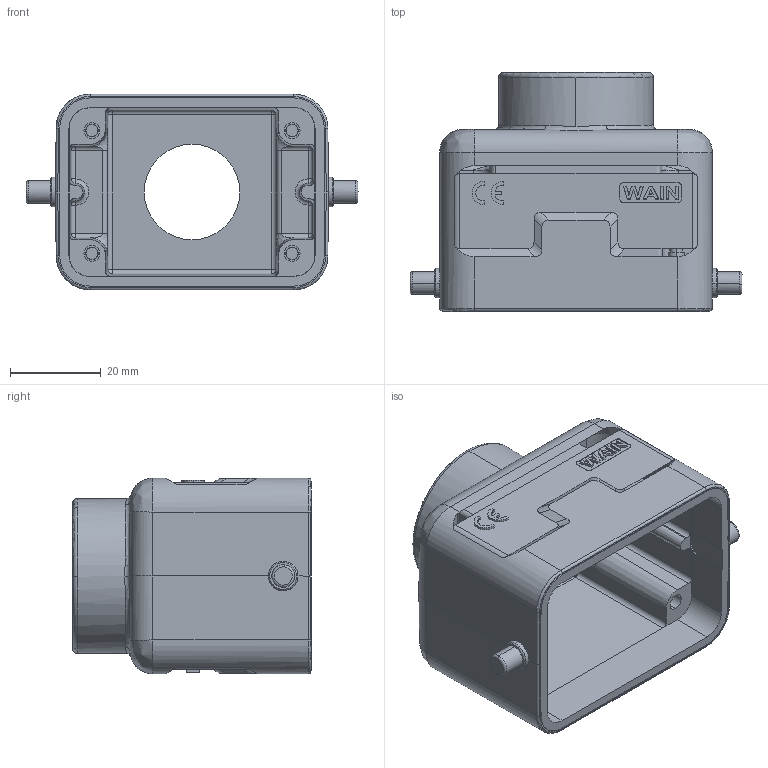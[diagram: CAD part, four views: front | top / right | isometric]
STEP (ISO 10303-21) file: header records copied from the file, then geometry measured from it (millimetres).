
FILE_DESCRIPTION(/* description */ (''),/* implementation_level */ '2;1');
FILE_NAME(/* name */ 'M25.stp',/* time_stamp */ '2022-08-12T13:03:00+08:00',/* author */ (''),/* organization */ (''),/* preprocessor_version */ 'ST-DEVELOPER v18.1',/* originating_system */ 'SIEMENS PLM Software NX 1980',/* authorisation */ '');
FILE_SCHEMA (('AP203_CONFIGURATION_CONTROLLED_3D_DESIGN_OF_MECHANICAL_PARTS_AND_ASSEMBLIES_MIM_LF { 1 0 10303 403 2 1 2}'));
Length unit declared in the file: millimetre
Products named in the file (1): M25
Bounding box: 73 x 52.5 x 43 mm (x, y, z)
Volume: 39283.8 mm3; surface area: 20936.2 mm2
Topology: 1 solids, 1 shells, 353 faces, 908 edges, 572 vertices
Faces by surface type: plane 190, cylinder 106, cone 19, torus 16, bspline 11, sphere 11
Full cylindrical faces by diameter (mm): 21 x1, 23.5 x1
Entity records: 13162 total; most frequent: CARTESIAN_POINT 4968, ORIENTED_EDGE 1784, DIRECTION 1516, EDGE_CURVE 892, VERTEX_POINT 571, LINE 538, VECTOR 538, AXIS2_PLACEMENT_3D 489
